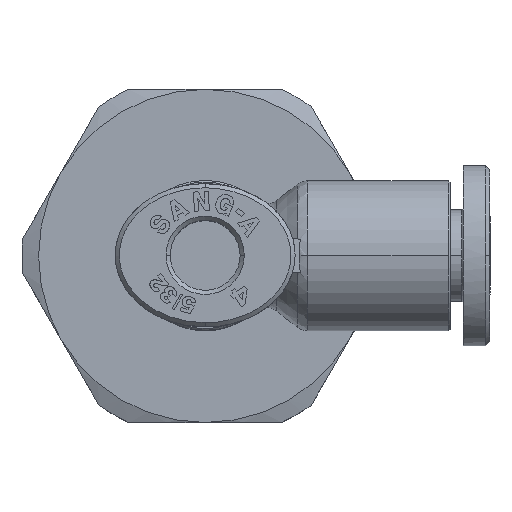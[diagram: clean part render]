
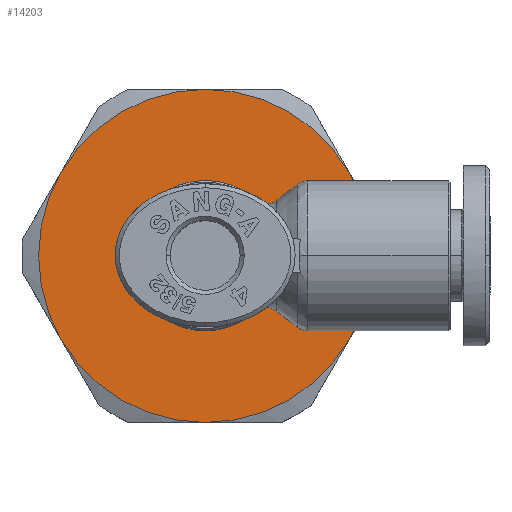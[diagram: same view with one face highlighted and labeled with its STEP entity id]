
A CAD part, top view. The second image highlights one B-rep face of the part: STEP entity #14203.
In plain terms, the highlighted planar face has unit normal (0, 0, 1).
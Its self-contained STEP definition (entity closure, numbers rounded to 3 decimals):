
#128 = CIRCLE ( 'NONE', #21146, 10. ) ;
#477 = DIRECTION ( 'NONE',  ( 0., 0., -1. ) ) ;
#1031 = AXIS2_PLACEMENT_3D ( 'NONE', #28440, #14730, #26708 ) ;
#1040 = VERTEX_POINT ( 'NONE', #17167 ) ;
#1781 = DIRECTION ( 'NONE',  ( 0., 1., 0. ) ) ;
#1803 = EDGE_CURVE ( 'NONE', #1040, #22590, #128, .T. ) ;
#1882 = VERTEX_POINT ( 'NONE', #13903 ) ;
#2576 = DIRECTION ( 'NONE',  ( 0., 1., 0. ) ) ;
#3712 = CIRCLE ( 'NONE', #9620, 10. ) ;
#3863 = ORIENTED_EDGE ( 'NONE', *, *, #1803, .F. ) ;
#5172 = ORIENTED_EDGE ( 'NONE', *, *, #5356, .F. ) ;
#5356 = EDGE_CURVE ( 'NONE', #22590, #1882, #8334, .T. ) ;
#6046 = ORIENTED_EDGE ( 'NONE', *, *, #26409, .F. ) ;
#6800 = DIRECTION ( 'NONE',  ( 0., 0., -1. ) ) ;
#6892 = AXIS2_PLACEMENT_3D ( 'NONE', #29525, #13578, #22941 ) ;
#6908 = CARTESIAN_POINT ( 'NONE',  ( -5.3, 0., -4.8 ) ) ;
#7051 = CARTESIAN_POINT ( 'NONE',  ( -5.3, 0., -4.8 ) ) ;
#7151 = DIRECTION ( 'NONE',  ( 0., 1., 0. ) ) ;
#7294 = EDGE_CURVE ( 'NONE', #16318, #14011, #12933, .T. ) ;
#7734 = CIRCLE ( 'NONE', #1031, 10. ) ;
#7757 = EDGE_CURVE ( 'NONE', #1882, #16318, #27620, .T. ) ;
#8319 = DIRECTION ( 'NONE',  ( 0., 0., 1. ) ) ;
#8334 = CIRCLE ( 'NONE', #6892, 10. ) ;
#9620 = AXIS2_PLACEMENT_3D ( 'NONE', #10989, #22587, #22498 ) ;
#9855 = PLANE ( 'NONE',  #20285 ) ;
#10049 = CARTESIAN_POINT ( 'NONE',  ( -5.3, 0., -4.8 ) ) ;
#10634 = VERTEX_POINT ( 'NONE', #26621 ) ;
#10989 = CARTESIAN_POINT ( 'NONE',  ( -5.3, 0., -4.8 ) ) ;
#11466 = AXIS2_PLACEMENT_3D ( 'NONE', #7051, #23188, #7151 ) ;
#12691 = AXIS2_PLACEMENT_3D ( 'NONE', #24741, #8319, #1781 ) ;
#12698 = CARTESIAN_POINT ( 'NONE',  ( -5.3, -4.501, -4.8 ) ) ;
#12933 = CIRCLE ( 'NONE', #20710, 10. ) ;
#13578 = DIRECTION ( 'NONE',  ( 0., 0., -1. ) ) ;
#13903 = CARTESIAN_POINT ( 'NONE',  ( -5.3, 10., -4.8 ) ) ;
#14011 = VERTEX_POINT ( 'NONE', #27343 ) ;
#14203 = ADVANCED_FACE ( 'NONE', ( #18747, #21967 ), #9855, .F. ) ;
#14422 = VERTEX_POINT ( 'NONE', #12698 ) ;
#14730 = DIRECTION ( 'NONE',  ( 0., 0., -1. ) ) ;
#14819 = CARTESIAN_POINT ( 'NONE',  ( -13.96, 5., -4.8 ) ) ;
#15770 = DIRECTION ( 'NONE',  ( 0., 1., 0. ) ) ;
#16318 = VERTEX_POINT ( 'NONE', #28790 ) ;
#16481 = EDGE_LOOP ( 'NONE', ( #6046, #19381 ) ) ;
#17167 = CARTESIAN_POINT ( 'NONE',  ( -13.96, -5., -4.8 ) ) ;
#17404 = EDGE_LOOP ( 'NONE', ( #3863, #27253, #23250, #22543, #18234, #5172 ) ) ;
#18234 = ORIENTED_EDGE ( 'NONE', *, *, #7757, .F. ) ;
#18747 = FACE_BOUND ( 'NONE', #16481, .T. ) ;
#19110 = CARTESIAN_POINT ( 'NONE',  ( -5.3, 0., -4.8 ) ) ;
#19381 = ORIENTED_EDGE ( 'NONE', *, *, #20264, .F. ) ;
#20264 = EDGE_CURVE ( 'NONE', #14422, #10634, #26634, .T. ) ;
#20285 = AXIS2_PLACEMENT_3D ( 'NONE', #10049, #477, #25946 ) ;
#20710 = AXIS2_PLACEMENT_3D ( 'NONE', #19110, #25696, #21141 ) ;
#21141 = DIRECTION ( 'NONE',  ( 0., 1., 0. ) ) ;
#21146 = AXIS2_PLACEMENT_3D ( 'NONE', #6908, #6800, #2576 ) ;
#21955 = EDGE_CURVE ( 'NONE', #29171, #1040, #3712, .T. ) ;
#21967 = FACE_OUTER_BOUND ( 'NONE', #17404, .T. ) ;
#22498 = DIRECTION ( 'NONE',  ( 0., 1., 0. ) ) ;
#22543 = ORIENTED_EDGE ( 'NONE', *, *, #7294, .F. ) ;
#22587 = DIRECTION ( 'NONE',  ( 0., 0., -1. ) ) ;
#22590 = VERTEX_POINT ( 'NONE', #14819 ) ;
#22941 = DIRECTION ( 'NONE',  ( 0., 1., 0. ) ) ;
#23188 = DIRECTION ( 'NONE',  ( 0., 0., 1. ) ) ;
#23250 = ORIENTED_EDGE ( 'NONE', *, *, #26599, .F. ) ;
#23644 = CARTESIAN_POINT ( 'NONE',  ( -5.3, -10., -4.8 ) ) ;
#24741 = CARTESIAN_POINT ( 'NONE',  ( -5.3, 0., -4.8 ) ) ;
#25696 = DIRECTION ( 'NONE',  ( 0., 0., -1. ) ) ;
#25946 = DIRECTION ( 'NONE',  ( -1., 0., 0. ) ) ;
#26113 = CIRCLE ( 'NONE', #11466, 4.501 ) ;
#26388 = AXIS2_PLACEMENT_3D ( 'NONE', #29491, #29802, #15770 ) ;
#26409 = EDGE_CURVE ( 'NONE', #10634, #14422, #26113, .T. ) ;
#26599 = EDGE_CURVE ( 'NONE', #14011, #29171, #7734, .T. ) ;
#26621 = CARTESIAN_POINT ( 'NONE',  ( -5.3, 4.501, -4.8 ) ) ;
#26634 = CIRCLE ( 'NONE', #12691, 4.501 ) ;
#26708 = DIRECTION ( 'NONE',  ( 0., 1., 0. ) ) ;
#27253 = ORIENTED_EDGE ( 'NONE', *, *, #21955, .F. ) ;
#27343 = CARTESIAN_POINT ( 'NONE',  ( 3.36, -5., -4.8 ) ) ;
#27620 = CIRCLE ( 'NONE', #26388, 10. ) ;
#28440 = CARTESIAN_POINT ( 'NONE',  ( -5.3, 0., -4.8 ) ) ;
#28790 = CARTESIAN_POINT ( 'NONE',  ( 3.36, 5., -4.8 ) ) ;
#29171 = VERTEX_POINT ( 'NONE', #23644 ) ;
#29491 = CARTESIAN_POINT ( 'NONE',  ( -5.3, 0., -4.8 ) ) ;
#29525 = CARTESIAN_POINT ( 'NONE',  ( -5.3, 0., -4.8 ) ) ;
#29802 = DIRECTION ( 'NONE',  ( 0., 0., -1. ) ) ;
